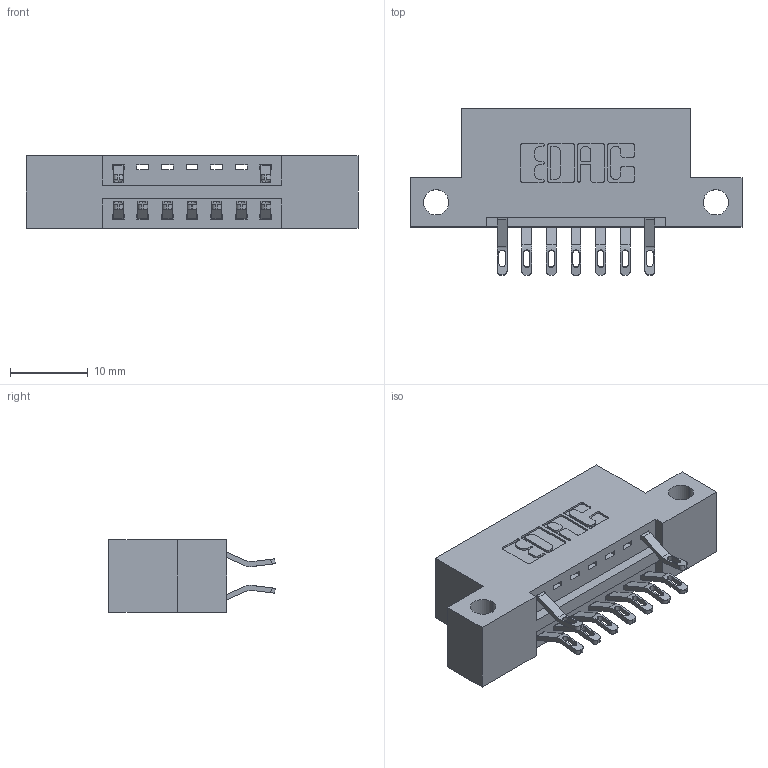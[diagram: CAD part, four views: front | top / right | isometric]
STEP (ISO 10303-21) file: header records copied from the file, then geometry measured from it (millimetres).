
FILE_DESCRIPTION (( 'STEP AP203' ), '1' );
FILE_NAME ('346-014-555-212.STEP', '2018-08-20T01:39:06', ( '' ), ( '' ), 'SwSTEP 2.0', 'SolidWorks 2016', '' );
FILE_SCHEMA (( 'CONFIG_CONTROL_DESIGN' ));
Length unit declared in the file: inch
Products named in the file (3): 346 Part_Flush Mounting Lugs - Side Mount; 345-292-001_555 Tail; 346-014-555-212
Assembly tree (10 placements, depth 2):
  346-014-555-212
    346 Part_Flush Mounting Lugs - Side Mount
    345-292-001_555 Tail  x9
Bounding box: 42.8 x 21.46 x 9.4 mm (x, y, z)
Volume: 3795.4 mm3; surface area: 4363.1 mm2
Topology: 10 solids, 10 shells, 674 faces, 2081 edges, 1386 vertices
Faces by surface type: plane 398, cylinder 276
Entity records: 9449 total; most frequent: CARTESIAN_POINT 1661, ORIENTED_EDGE 1570, DIRECTION 1479, EDGE_CURVE 785, LINE 605, VECTOR 605, VERTEX_POINT 522, AXIS2_PLACEMENT_3D 437
